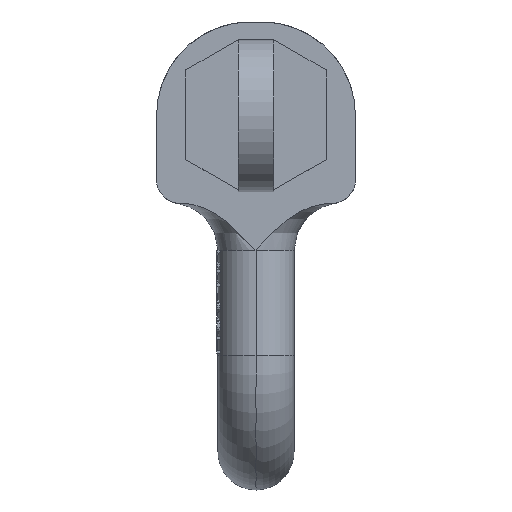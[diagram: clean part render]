
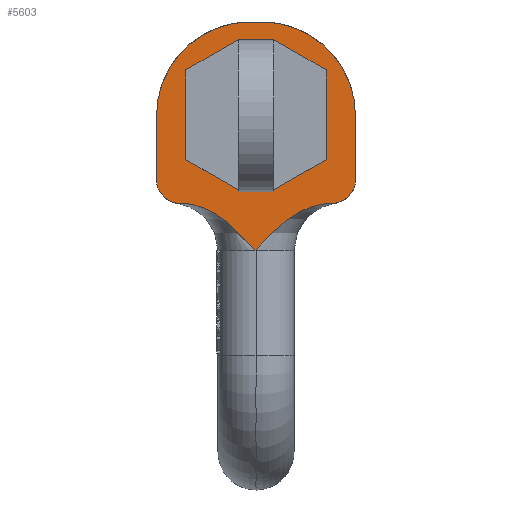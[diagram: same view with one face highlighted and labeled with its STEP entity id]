
A CAD part, left-side view. The second image highlights one B-rep face of the part: STEP entity #5603.
In plain terms, the highlighted planar face has unit normal (-1, 0, 0).
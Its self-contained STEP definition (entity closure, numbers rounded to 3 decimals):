
#763=DIRECTION('',(0.,0.,1.));
#764=VECTOR('',#763,7.26);
#765=CARTESIAN_POINT('',(-15.51,11.22,26.4));
#766=LINE('',#765,#764);
#782=CARTESIAN_POINT('',(-15.51,8.58,26.4));
#783=DIRECTION('',(-1.,0.,0.));
#784=DIRECTION('',(0.,1.,0.));
#785=AXIS2_PLACEMENT_3D('',#782,#783,#784);
#791=DIRECTION('',(0.,1.,0.));
#792=VECTOR('',#791,0.025);
#793=CARTESIAN_POINT('',(-15.51,8.555,23.76));
#794=LINE('',#793,#792);
#802=CARTESIAN_POINT('',(-15.51,0.66,33.66));
#803=DIRECTION('',(1.,0.,0.));
#804=DIRECTION('',(0.,1.,0.));
#805=AXIS2_PLACEMENT_3D('',#802,#803,#804);
#807=CARTESIAN_POINT('',(-15.51,-0.66,33.66));
#808=DIRECTION('',(1.,0.,0.));
#809=DIRECTION('',(0.,0.,1.));
#810=AXIS2_PLACEMENT_3D('',#807,#808,#809);
#812=CARTESIAN_POINT('',(-15.51,-8.58,26.4));
#813=DIRECTION('',(1.,0.,0.));
#814=DIRECTION('',(0.,-1.,0.));
#815=AXIS2_PLACEMENT_3D('',#812,#813,#814);
#817=CARTESIAN_POINT('',(-15.51,-8.555,23.76));
#818=CARTESIAN_POINT('',(-15.51,-8.146,23.76));
#819=CARTESIAN_POINT('',(-15.51,-7.303,23.685));
#820=CARTESIAN_POINT('',(-15.51,-5.951,23.311));
#821=CARTESIAN_POINT('',(-15.51,-4.531,22.631));
#822=CARTESIAN_POINT('',(-15.51,-3.052,21.594));
#823=CARTESIAN_POINT('',(-15.51,-1.55,20.195));
#824=CARTESIAN_POINT('',(-15.51,-0.534,19.073));
#825=CARTESIAN_POINT('',(-15.51,0.,18.48));
#827=DIRECTION('',(0.,-0.866,0.5));
#828=VECTOR('',#827,7.24);
#829=CARTESIAN_POINT('',(-15.51,-1.65,25.08));
#830=LINE('',#829,#828);
#831=DIRECTION('',(0.,0.,1.));
#832=VECTOR('',#831,10.111);
#833=CARTESIAN_POINT('',(-15.51,-7.92,28.7));
#834=LINE('',#833,#832);
#835=DIRECTION('',(0.,0.866,0.5));
#836=VECTOR('',#835,6.859);
#837=CARTESIAN_POINT('',(-15.51,-7.92,38.811));
#838=LINE('',#837,#836);
#839=DIRECTION('',(0.,1.,0.));
#840=VECTOR('',#839,3.96);
#841=CARTESIAN_POINT('',(-15.51,-1.98,42.24));
#842=LINE('',#841,#840);
#843=DIRECTION('',(0.,0.866,-0.5));
#844=VECTOR('',#843,6.859);
#845=CARTESIAN_POINT('',(-15.51,1.98,42.24));
#846=LINE('',#845,#844);
#847=DIRECTION('',(0.,0.,-1.));
#848=VECTOR('',#847,10.111);
#849=CARTESIAN_POINT('',(-15.51,7.92,38.811));
#850=LINE('',#849,#848);
#851=DIRECTION('',(0.,-0.866,-0.5));
#852=VECTOR('',#851,7.24);
#853=CARTESIAN_POINT('',(-15.51,7.92,28.7));
#854=LINE('',#853,#852);
#855=DIRECTION('',(0.,-1.,0.));
#856=VECTOR('',#855,3.3);
#857=CARTESIAN_POINT('',(-15.51,1.65,25.08));
#858=LINE('',#857,#856);
#872=DIRECTION('',(0.,-1.,0.));
#873=VECTOR('',#872,1.32);
#874=CARTESIAN_POINT('',(-15.51,0.66,44.22));
#875=LINE('',#874,#873);
#884=DIRECTION('',(0.,0.,-1.));
#885=VECTOR('',#884,7.26);
#886=CARTESIAN_POINT('',(-15.51,-11.22,33.66));
#887=LINE('',#886,#885);
#1619=CARTESIAN_POINT('',(-15.51,0.,18.48));
#1620=CARTESIAN_POINT('',(-15.51,0.535,
19.074));
#1621=CARTESIAN_POINT('',(-15.51,1.553,20.198));
#1622=CARTESIAN_POINT('',(-15.51,3.053,21.595));
#1623=CARTESIAN_POINT('',(-15.51,4.53,22.63));
#1624=CARTESIAN_POINT('',(-15.51,5.95,23.31));
#1625=CARTESIAN_POINT('',(-15.51,7.295,23.683));
#1626=CARTESIAN_POINT('',(-15.51,8.143,23.76));
#1627=CARTESIAN_POINT('',(-15.51,8.555,23.76));
#2678=CARTESIAN_POINT('',(-15.51,-8.555,23.76));
#2685=DIRECTION('',(0.,1.,0.));
#2686=VECTOR('',#2685,0.025);
#2687=CARTESIAN_POINT('',(-15.51,-8.58,23.76));
#2688=LINE('',#2687,#2686);
#3802=CARTESIAN_POINT('',(-15.51,11.22,33.66));
#3803=CARTESIAN_POINT('',(-15.51,0.66,44.22));
#3804=VERTEX_POINT('',#3802);
#3805=VERTEX_POINT('',#3803);
#3841=CARTESIAN_POINT('',(-15.51,-0.66,44.22));
#3842=CARTESIAN_POINT('',(-15.51,-11.22,33.66));
#3843=VERTEX_POINT('',#3841);
#3844=VERTEX_POINT('',#3842);
#3869=CARTESIAN_POINT('',(-15.51,11.22,26.4));
#3870=CARTESIAN_POINT('',(-15.51,8.58,23.76));
#3871=VERTEX_POINT('',#3869);
#3872=VERTEX_POINT('',#3870);
#3875=CARTESIAN_POINT('',(-15.51,-11.22,26.4));
#3876=CARTESIAN_POINT('',(-15.51,-8.58,23.76));
#3877=VERTEX_POINT('',#3875);
#3878=VERTEX_POINT('',#3876);
#3883=CARTESIAN_POINT('',(-15.51,-7.92,28.7));
#3884=VERTEX_POINT('',#3883);
#3886=CARTESIAN_POINT('',(-15.51,-1.65,25.08));
#3888=VERTEX_POINT('',#3886);
#3907=CARTESIAN_POINT('',(-15.51,1.65,25.08));
#3908=VERTEX_POINT('',#3907);
#3909=CARTESIAN_POINT('',(-15.51,7.92,28.7));
#3910=VERTEX_POINT('',#3909);
#3911=CARTESIAN_POINT('',(-15.51,7.92,38.811));
#3912=VERTEX_POINT('',#3911);
#3913=CARTESIAN_POINT('',(-15.51,1.98,42.24));
#3914=VERTEX_POINT('',#3913);
#3915=CARTESIAN_POINT('',(-15.51,-1.98,42.24));
#3916=VERTEX_POINT('',#3915);
#3917=CARTESIAN_POINT('',(-15.51,-7.92,38.811));
#3918=VERTEX_POINT('',#3917);
#4847=CARTESIAN_POINT('',(-15.51,8.555,23.76));
#4848=VERTEX_POINT('',#4847);
#4849=VERTEX_POINT('',#2678);
#4850=CARTESIAN_POINT('',(-15.51,0.,18.48));
#4851=VERTEX_POINT('',#4850);
#5559=CARTESIAN_POINT('',(-15.51,0.,31.35));
#5560=DIRECTION('',(1.,0.,0.));
#5561=DIRECTION('',(0.,-1.,0.));
#5562=AXIS2_PLACEMENT_3D('',#5559,#5560,#5561);
#5563=PLANE('',#5562);
#5564=ORIENTED_EDGE('',*,*,#5541,.F.);
#5565=ORIENTED_EDGE('',*,*,#5520,.T.);
#5567=ORIENTED_EDGE('',*,*,#5566,.T.);
#5569=ORIENTED_EDGE('',*,*,#5568,.T.);
#5571=ORIENTED_EDGE('',*,*,#5570,.T.);
#5573=ORIENTED_EDGE('',*,*,#5572,.T.);
#5575=ORIENTED_EDGE('',*,*,#5574,.T.);
#5577=ORIENTED_EDGE('',*,*,#5576,.T.);
#5579=ORIENTED_EDGE('',*,*,#5578,.T.);
#5581=ORIENTED_EDGE('',*,*,#5580,.T.);
#5582=ORIENTED_EDGE('',*,*,#5552,.T.);
#5583=EDGE_LOOP('',(#5564,#5565,#5567,#5569,#5571,#5573,#5575,#5577,#5579,#5581,
#5582));
#5584=FACE_OUTER_BOUND('',#5583,.F.);
#5586=ORIENTED_EDGE('',*,*,#5585,.T.);
#5588=ORIENTED_EDGE('',*,*,#5587,.T.);
#5590=ORIENTED_EDGE('',*,*,#5589,.T.);
#5592=ORIENTED_EDGE('',*,*,#5591,.T.);
#5594=ORIENTED_EDGE('',*,*,#5593,.T.);
#5596=ORIENTED_EDGE('',*,*,#5595,.T.);
#5598=ORIENTED_EDGE('',*,*,#5597,.T.);
#5600=ORIENTED_EDGE('',*,*,#5599,.T.);
#5601=EDGE_LOOP('',(#5586,#5588,#5590,#5592,#5594,#5596,#5598,#5600));
#5602=FACE_BOUND('',#5601,.F.);
#5603=ADVANCED_FACE('',(#5584,#5602),#5563,.F.);
#786=CIRCLE('',#785,2.64);
#806=CIRCLE('',#805,10.56);
#811=CIRCLE('',#810,10.56);
#816=CIRCLE('',#815,2.64);
#826=B_SPLINE_CURVE_WITH_KNOTS('',3,(#817,#818,#819,#820,#821,#822,#823,#824,
#825),.UNSPECIFIED.,.F.,.F.,(4,1,1,1,1,1,4),(0.,0.167,
0.333,0.5,0.667,0.833,1.),
.UNSPECIFIED.);
#1628=B_SPLINE_CURVE_WITH_KNOTS('',3,(#1619,#1620,#1621,#1622,#1623,#1624,#1625,
#1626,#1627),.UNSPECIFIED.,.F.,.F.,(4,1,1,1,1,1,4),(0.,0.167,
0.333,0.5,0.667,0.833,1.),
.UNSPECIFIED.);
#5520=EDGE_CURVE('',#3871,#3804,#766,.T.);
#5541=EDGE_CURVE('',#3871,#3872,#786,.T.);
#5552=EDGE_CURVE('',#4848,#3872,#794,.T.);
#5566=EDGE_CURVE('',#3804,#3805,#806,.T.);
#5568=EDGE_CURVE('',#3805,#3843,#875,.T.);
#5570=EDGE_CURVE('',#3843,#3844,#811,.T.);
#5572=EDGE_CURVE('',#3844,#3877,#887,.T.);
#5574=EDGE_CURVE('',#3877,#3878,#816,.T.);
#5576=EDGE_CURVE('',#3878,#4849,#2688,.T.);
#5578=EDGE_CURVE('',#4849,#4851,#826,.T.);
#5580=EDGE_CURVE('',#4851,#4848,#1628,.T.);
#5585=EDGE_CURVE('',#3888,#3884,#830,.T.);
#5587=EDGE_CURVE('',#3884,#3918,#834,.T.);
#5589=EDGE_CURVE('',#3918,#3916,#838,.T.);
#5591=EDGE_CURVE('',#3916,#3914,#842,.T.);
#5593=EDGE_CURVE('',#3914,#3912,#846,.T.);
#5595=EDGE_CURVE('',#3912,#3910,#850,.T.);
#5597=EDGE_CURVE('',#3910,#3908,#854,.T.);
#5599=EDGE_CURVE('',#3908,#3888,#858,.T.);
